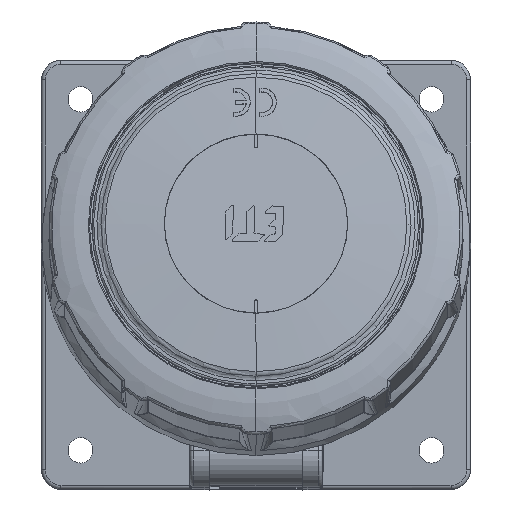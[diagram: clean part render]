
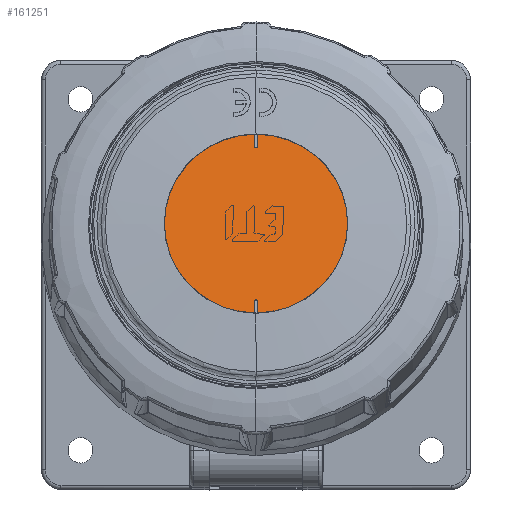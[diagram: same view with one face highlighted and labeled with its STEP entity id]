
A CAD part, top view. The second image highlights one B-rep face of the part: STEP entity #161251.
In plain terms, the highlighted face is planar.
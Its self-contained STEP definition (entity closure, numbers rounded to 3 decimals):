
#155619=DIRECTION('',(-1.,0.,0.));
#155620=VECTOR('',#155619,3.);
#155621=CARTESIAN_POINT('',(23.495,-0.5,-1.713));
#155622=LINE('',#155621,#155620);
#155626=CARTESIAN_POINT('',(20.495,0.,-1.713));
#155627=DIRECTION('',(0.,0.,-1.));
#155628=DIRECTION('',(0.,-1.,0.));
#155629=AXIS2_PLACEMENT_3D('',#155626,#155627,#155628);
#155634=DIRECTION('',(1.,0.,0.));
#155635=VECTOR('',#155634,3.);
#155636=CARTESIAN_POINT('',(20.495,0.5,-1.713));
#155637=LINE('',#155636,#155635);
#155641=CARTESIAN_POINT('',(0.,0.,-1.713));
#155642=DIRECTION('',(0.,0.,1.));
#155643=DIRECTION('',(1.,0.021,0.));
#155644=AXIS2_PLACEMENT_3D('',#155641,#155642,#155643);
#155649=DIRECTION('',(1.,0.,0.));
#155650=VECTOR('',#155649,3.);
#155651=CARTESIAN_POINT('',(-23.495,0.5,-1.713));
#155652=LINE('',#155651,#155650);
#155656=CARTESIAN_POINT('',(-20.495,0.,-1.713));
#155657=DIRECTION('',(0.,0.,-1.));
#155658=DIRECTION('',(0.,1.,0.));
#155659=AXIS2_PLACEMENT_3D('',#155656,#155657,#155658);
#155664=DIRECTION('',(-1.,0.,0.));
#155665=VECTOR('',#155664,3.);
#155666=CARTESIAN_POINT('',(-20.495,-0.5,-1.713));
#155667=LINE('',#155666,#155665);
#155671=CARTESIAN_POINT('',(0.,0.,-1.713));
#155672=DIRECTION('',(0.,0.,1.));
#155673=DIRECTION('',(-1.,-0.021,0.));
#155674=AXIS2_PLACEMENT_3D('',#155671,#155672,#155673);
#158338=CARTESIAN_POINT('',(23.495,-0.5,-1.713));
#158340=VERTEX_POINT('',#158338);
#158341=CARTESIAN_POINT('',(-23.495,-0.5,-1.713));
#158342=VERTEX_POINT('',#158341);
#158351=CARTESIAN_POINT('',(-23.495,0.5,-1.713));
#158352=VERTEX_POINT('',#158351);
#158353=CARTESIAN_POINT('',(23.495,0.5,-1.713));
#158354=VERTEX_POINT('',#158353);
#158361=CARTESIAN_POINT('',(-20.495,-0.5,-1.713));
#158362=VERTEX_POINT('',#158361);
#158365=CARTESIAN_POINT('',(20.495,-0.5,-1.713));
#158366=VERTEX_POINT('',#158365);
#158367=CARTESIAN_POINT('',(20.495,0.5,-1.713));
#158368=VERTEX_POINT('',#158367);
#158369=CARTESIAN_POINT('',(-20.495,0.5,-1.713));
#158370=VERTEX_POINT('',#158369);
#161231=CARTESIAN_POINT('',(0.,0.,-1.713));
#161232=DIRECTION('',(0.,0.,-1.));
#161233=DIRECTION('',(-1.,0.,0.));
#161234=AXIS2_PLACEMENT_3D('',#161231,#161232,#161233);
#161235=PLANE('',#161234);
#161237=ORIENTED_EDGE('',*,*,#161236,.T.);
#161239=ORIENTED_EDGE('',*,*,#161238,.T.);
#161241=ORIENTED_EDGE('',*,*,#161240,.T.);
#161242=ORIENTED_EDGE('',*,*,#161185,.T.);
#161244=ORIENTED_EDGE('',*,*,#161243,.T.);
#161246=ORIENTED_EDGE('',*,*,#161245,.T.);
#161247=ORIENTED_EDGE('',*,*,#161214,.T.);
#161248=ORIENTED_EDGE('',*,*,#161151,.T.);
#161249=EDGE_LOOP('',(#161237,#161239,#161241,#161242,#161244,#161246,#161247,
#161248));
#161250=FACE_OUTER_BOUND('',#161249,.F.);
#155630=CIRCLE('',#155629,0.5);
#155645=CIRCLE('',#155644,23.5);
#155660=CIRCLE('',#155659,0.5);
#155675=CIRCLE('',#155674,23.5);
#161151=EDGE_CURVE('',#158342,#158340,#155675,.T.);
#161185=EDGE_CURVE('',#158354,#158352,#155645,.T.);
#161214=EDGE_CURVE('',#158362,#158342,#155667,.T.);
#161236=EDGE_CURVE('',#158340,#158366,#155622,.T.);
#161238=EDGE_CURVE('',#158366,#158368,#155630,.T.);
#161240=EDGE_CURVE('',#158368,#158354,#155637,.T.);
#161243=EDGE_CURVE('',#158352,#158370,#155652,.T.);
#161245=EDGE_CURVE('',#158370,#158362,#155660,.T.);
#161251=ADVANCED_FACE('',(#161250),#161235,.T.);
